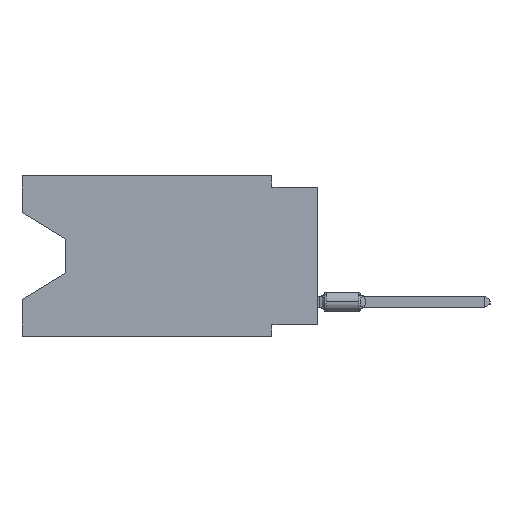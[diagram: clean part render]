
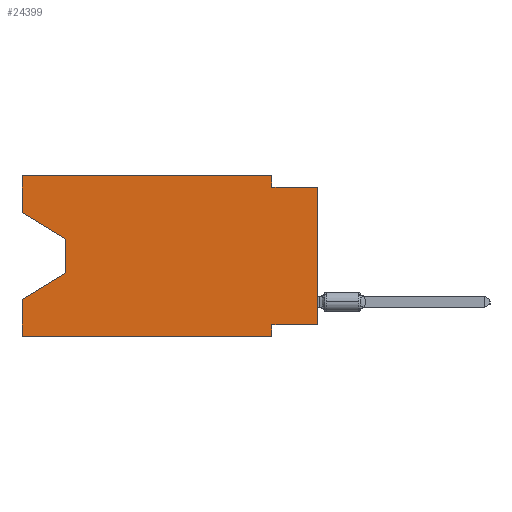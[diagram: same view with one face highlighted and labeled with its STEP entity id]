
A CAD part, left-side view. The second image highlights one B-rep face of the part: STEP entity #24399.
In plain terms, the highlighted planar face has unit normal (-1, 0, 0).
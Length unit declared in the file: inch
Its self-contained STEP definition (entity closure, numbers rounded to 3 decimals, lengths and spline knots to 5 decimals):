
#298 = ORIENTED_EDGE ( 'NONE', *, *, #51832, .F. ) ;
#480 = DIRECTION ( 'NONE',  ( 1., 0., 0. ) ) ;
#1942 = VECTOR ( 'NONE', #45313, 39.37008 ) ;
#2212 = ORIENTED_EDGE ( 'NONE', *, *, #44546, .T. ) ;
#2617 = EDGE_CURVE ( 'NONE', #29636, #63177, #30811, .T. ) ;
#2822 = ORIENTED_EDGE ( 'NONE', *, *, #49650, .F. ) ;
#4620 = DIRECTION ( 'NONE',  ( 0., 0.855, -0.519 ) ) ;
#4839 = DIRECTION ( 'NONE',  ( 0., 1., 0. ) ) ;
#4997 = VECTOR ( 'NONE', #35190, 39.37008 ) ;
#5298 = PLANE ( 'NONE',  #17746 ) ;
#5544 = VERTEX_POINT ( 'NONE', #40658 ) ;
#5943 = LINE ( 'NONE', #53123, #56984 ) ;
#7474 = CARTESIAN_POINT ( 'NONE',  ( 0., 0.645, 0. ) ) ;
#8707 = CARTESIAN_POINT ( 'NONE',  ( 0., 0., 0. ) ) ;
#9361 = LINE ( 'NONE', #51087, #15483 ) ;
#9516 = ORIENTED_EDGE ( 'NONE', *, *, #2617, .F. ) ;
#9877 = LINE ( 'NONE', #20505, #66967 ) ;
#10170 = DIRECTION ( 'NONE',  ( 0., -1., 0. ) ) ;
#10930 = EDGE_CURVE ( 'NONE', #58693, #37961, #5943, .T. ) ;
#12263 = VECTOR ( 'NONE', #4620, 39.37008 ) ;
#13664 = VECTOR ( 'NONE', #44054, 39.37008 ) ;
#14340 = CARTESIAN_POINT ( 'NONE',  ( 0., 0.55, -0.138 ) ) ;
#14640 = LINE ( 'NONE', #21119, #40664 ) ;
#15483 = VECTOR ( 'NONE', #67481, 39.37008 ) ;
#15559 = DIRECTION ( 'NONE',  ( 0., 0., -1. ) ) ;
#15860 = CARTESIAN_POINT ( 'NONE',  ( 0., 0.645, -0.35 ) ) ;
#16123 = CARTESIAN_POINT ( 'NONE',  ( 0., 0., -0.025 ) ) ;
#16211 = LINE ( 'NONE', #42847, #53698 ) ;
#16910 = EDGE_CURVE ( 'NONE', #19955, #5544, #19060, .T. ) ;
#17746 = AXIS2_PLACEMENT_3D ( 'NONE', #26146, #480, #15559 ) ;
#18146 = CARTESIAN_POINT ( 'NONE',  ( 0., 0.55, -0.212 ) ) ;
#18718 = EDGE_CURVE ( 'NONE', #66404, #34710, #61166, .T. ) ;
#19060 = LINE ( 'NONE', #51178, #38683 ) ;
#19083 = ORIENTED_EDGE ( 'NONE', *, *, #30376, .T. ) ;
#19955 = VERTEX_POINT ( 'NONE', #15860 ) ;
#20505 = CARTESIAN_POINT ( 'NONE',  ( 0., 0.1, 0. ) ) ;
#21119 = CARTESIAN_POINT ( 'NONE',  ( 0., 0.645, -0.35 ) ) ;
#22454 = CARTESIAN_POINT ( 'NONE',  ( 0., 0.645, 0. ) ) ;
#24399 = ADVANCED_FACE ( 'NONE', ( #47704 ), #5298, .F. ) ;
#26146 = CARTESIAN_POINT ( 'NONE',  ( 0., 0.645, 0. ) ) ;
#28232 = CARTESIAN_POINT ( 'NONE',  ( 0., 0.1, 0. ) ) ;
#28270 = CARTESIAN_POINT ( 'NONE',  ( 0., 0.645, -0.08025 ) ) ;
#29636 = VERTEX_POINT ( 'NONE', #45913 ) ;
#30376 = EDGE_CURVE ( 'NONE', #34710, #5544, #34738, .T. ) ;
#30726 = EDGE_CURVE ( 'NONE', #19955, #32635, #14640, .T. ) ;
#30811 = LINE ( 'NONE', #51683, #58287 ) ;
#31564 = VERTEX_POINT ( 'NONE', #61908 ) ;
#32091 = DIRECTION ( 'NONE',  ( 0., 0., -1. ) ) ;
#32635 = VERTEX_POINT ( 'NONE', #49384 ) ;
#33229 = VERTEX_POINT ( 'NONE', #28270 ) ;
#34220 = LINE ( 'NONE', #66350, #50956 ) ;
#34710 = VERTEX_POINT ( 'NONE', #18146 ) ;
#34738 = LINE ( 'NONE', #46350, #12263 ) ;
#35190 = DIRECTION ( 'NONE',  ( 0., 0., -1. ) ) ;
#35452 = DIRECTION ( 'NONE',  ( 0., 0., 1. ) ) ;
#37961 = VERTEX_POINT ( 'NONE', #28232 ) ;
#38063 = EDGE_CURVE ( 'NONE', #29636, #43816, #61360, .T. ) ;
#38298 = ORIENTED_EDGE ( 'NONE', *, *, #38063, .T. ) ;
#38683 = VECTOR ( 'NONE', #35452, 39.37008 ) ;
#40658 = CARTESIAN_POINT ( 'NONE',  ( 0., 0.645, -0.26975 ) ) ;
#40664 = VECTOR ( 'NONE', #10170, 39.37008 ) ;
#42381 = ORIENTED_EDGE ( 'NONE', *, *, #44609, .F. ) ;
#42847 = CARTESIAN_POINT ( 'NONE',  ( 0., 0., -0.025 ) ) ;
#43816 = VERTEX_POINT ( 'NONE', #16123 ) ;
#44054 = DIRECTION ( 'NONE',  ( 0., 0., 1. ) ) ;
#44546 = EDGE_CURVE ( 'NONE', #33229, #66404, #9361, .T. ) ;
#44609 = EDGE_CURVE ( 'NONE', #31564, #43816, #16211, .T. ) ;
#45313 = DIRECTION ( 'NONE',  ( 0., 0., 1. ) ) ;
#45913 = CARTESIAN_POINT ( 'NONE',  ( 0., 0., -0.325 ) ) ;
#46350 = CARTESIAN_POINT ( 'NONE',  ( 0., 0.55, -0.212 ) ) ;
#46396 = EDGE_CURVE ( 'NONE', #37961, #31564, #9877, .T. ) ;
#47704 = FACE_OUTER_BOUND ( 'NONE', #66589, .T. ) ;
#49384 = CARTESIAN_POINT ( 'NONE',  ( 0., 0.1, -0.35 ) ) ;
#49650 = EDGE_CURVE ( 'NONE', #33229, #58693, #54337, .T. ) ;
#50956 = VECTOR ( 'NONE', #55744, 39.37008 ) ;
#51087 = CARTESIAN_POINT ( 'NONE',  ( 0., 0.645, -0.08025 ) ) ;
#51178 = CARTESIAN_POINT ( 'NONE',  ( 0., 0.645, 0. ) ) ;
#51683 = CARTESIAN_POINT ( 'NONE',  ( 0., 0., -0.325 ) ) ;
#51832 = EDGE_CURVE ( 'NONE', #63177, #32635, #34220, .T. ) ;
#52441 = DIRECTION ( 'NONE',  ( 0., -1., 0. ) ) ;
#53123 = CARTESIAN_POINT ( 'NONE',  ( 0., 0.645, 0. ) ) ;
#53698 = VECTOR ( 'NONE', #53776, 39.37008 ) ;
#53776 = DIRECTION ( 'NONE',  ( 0., -1., 0. ) ) ;
#54337 = LINE ( 'NONE', #7474, #13664 ) ;
#55744 = DIRECTION ( 'NONE',  ( 0., 0., -1. ) ) ;
#56532 = ORIENTED_EDGE ( 'NONE', *, *, #30726, .T. ) ;
#56984 = VECTOR ( 'NONE', #52441, 39.37008 ) ;
#58285 = ORIENTED_EDGE ( 'NONE', *, *, #16910, .F. ) ;
#58287 = VECTOR ( 'NONE', #4839, 39.37008 ) ;
#58693 = VERTEX_POINT ( 'NONE', #22454 ) ;
#59249 = CARTESIAN_POINT ( 'NONE',  ( 0., 0.55, -0.138 ) ) ;
#59284 = ORIENTED_EDGE ( 'NONE', *, *, #10930, .F. ) ;
#60825 = CARTESIAN_POINT ( 'NONE',  ( 0., 0.1, -0.325 ) ) ;
#61166 = LINE ( 'NONE', #14340, #4997 ) ;
#61360 = LINE ( 'NONE', #8707, #1942 ) ;
#61908 = CARTESIAN_POINT ( 'NONE',  ( 0., 0.1, -0.025 ) ) ;
#62041 = ORIENTED_EDGE ( 'NONE', *, *, #46396, .F. ) ;
#62926 = ORIENTED_EDGE ( 'NONE', *, *, #18718, .T. ) ;
#63177 = VERTEX_POINT ( 'NONE', #60825 ) ;
#66350 = CARTESIAN_POINT ( 'NONE',  ( 0., 0.1, -0.35 ) ) ;
#66404 = VERTEX_POINT ( 'NONE', #59249 ) ;
#66589 = EDGE_LOOP ( 'NONE', ( #2212, #62926, #19083, #58285, #56532, #298, #9516, #38298, #42381, #62041, #59284, #2822 ) ) ;
#66967 = VECTOR ( 'NONE', #32091, 39.37008 ) ;
#67481 = DIRECTION ( 'NONE',  ( 0., -0.855, -0.519 ) ) ;
